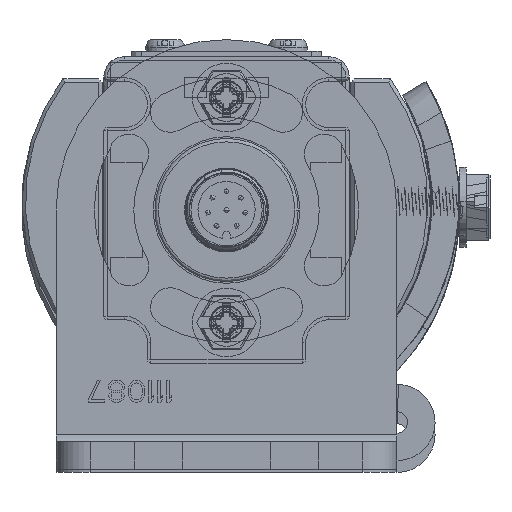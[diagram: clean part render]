
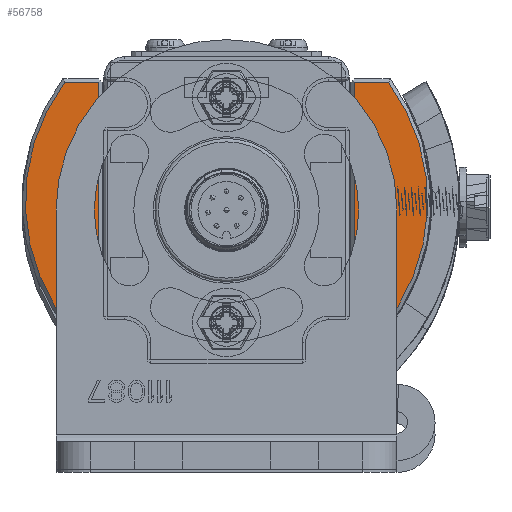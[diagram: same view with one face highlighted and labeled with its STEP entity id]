
A CAD part, front view. The second image highlights one B-rep face of the part: STEP entity #56758.
In plain terms, the highlighted face is planar.
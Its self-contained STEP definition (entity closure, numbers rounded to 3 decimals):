
#55743=DIRECTION('',(1.,0.,0.));
#55744=VECTOR('',#55743,37.);
#55745=CARTESIAN_POINT('',(-19.5,-18.75,-10.));
#55746=LINE('',#55745,#55744);
#55763=DIRECTION('',(0.,-1.,0.));
#55764=VECTOR('',#55763,4.999);
#55765=CARTESIAN_POINT('',(17.5,-18.75,-10.));
#55766=LINE('',#55765,#55764);
#55781=CARTESIAN_POINT('',(0.,0.,-10.));
#55782=DIRECTION('',(0.,0.,-1.));
#55783=DIRECTION('',(0.593,-0.805,0.));
#55784=AXIS2_PLACEMENT_3D('',#55781,#55782,#55783);
#56404=CARTESIAN_POINT('',(-19.5,15.25,-10.));
#56405=DIRECTION('',(0.,0.,1.));
#56406=DIRECTION('',(0.,1.,0.));
#56407=AXIS2_PLACEMENT_3D('',#56404,#56405,#56406);
#56409=DIRECTION('',(-1.,0.,0.));
#56410=VECTOR('',#56409,37.);
#56411=CARTESIAN_POINT('',(17.5,18.75,-10.));
#56412=LINE('',#56411,#56410);
#56425=DIRECTION('',(0.,-1.,0.));
#56426=VECTOR('',#56425,4.999);
#56427=CARTESIAN_POINT('',(17.5,23.749,-10.));
#56428=LINE('',#56427,#56426);
#56442=DIRECTION('',(0.,-1.,0.));
#56443=VECTOR('',#56442,30.5);
#56444=CARTESIAN_POINT('',(-23.,15.25,-10.));
#56445=LINE('',#56444,#56443);
#56463=CARTESIAN_POINT('',(-19.5,-15.25,-10.));
#56464=DIRECTION('',(0.,0.,1.));
#56465=DIRECTION('',(-1.,0.,0.));
#56466=AXIS2_PLACEMENT_3D('',#56463,#56464,#56465);
#56563=CARTESIAN_POINT('',(17.5,-23.749,-10.));
#56564=CARTESIAN_POINT('',(17.5,23.749,-10.));
#56565=VERTEX_POINT('',#56563);
#56566=VERTEX_POINT('',#56564);
#56567=CARTESIAN_POINT('',(17.5,18.75,-10.));
#56568=VERTEX_POINT('',#56567);
#56571=CARTESIAN_POINT('',(17.5,-18.75,-10.));
#56572=VERTEX_POINT('',#56571);
#56719=CARTESIAN_POINT('',(-19.5,18.75,-10.));
#56720=VERTEX_POINT('',#56719);
#56725=CARTESIAN_POINT('',(-23.,15.25,-10.));
#56726=VERTEX_POINT('',#56725);
#56727=CARTESIAN_POINT('',(-23.,-15.25,-10.));
#56728=VERTEX_POINT('',#56727);
#56733=CARTESIAN_POINT('',(-19.5,-18.75,-10.));
#56734=VERTEX_POINT('',#56733);
#56735=CARTESIAN_POINT('',(0.,0.,-10.));
#56736=DIRECTION('',(0.,0.,1.));
#56737=DIRECTION('',(1.,0.,0.));
#56738=AXIS2_PLACEMENT_3D('',#56735,#56736,#56737);
#56739=PLANE('',#56738);
#56741=ORIENTED_EDGE('',*,*,#56740,.F.);
#56743=ORIENTED_EDGE('',*,*,#56742,.F.);
#56745=ORIENTED_EDGE('',*,*,#56744,.F.);
#56747=ORIENTED_EDGE('',*,*,#56746,.F.);
#56749=ORIENTED_EDGE('',*,*,#56748,.F.);
#56751=ORIENTED_EDGE('',*,*,#56750,.F.);
#56753=ORIENTED_EDGE('',*,*,#56752,.F.);
#56755=ORIENTED_EDGE('',*,*,#56754,.F.);
#56756=EDGE_LOOP('',(#56741,#56743,#56745,#56747,#56749,#56751,#56753,#56755));
#56757=FACE_OUTER_BOUND('',#56756,.F.);
#56758=ADVANCED_FACE('',(#56757),#56739,.F.);
#55785=CIRCLE('',#55784,29.5);
#56408=CIRCLE('',#56407,3.5);
#56467=CIRCLE('',#56466,3.5);
#56740=EDGE_CURVE('',#56734,#56572,#55746,.T.);
#56742=EDGE_CURVE('',#56728,#56734,#56467,.T.);
#56744=EDGE_CURVE('',#56726,#56728,#56445,.T.);
#56746=EDGE_CURVE('',#56720,#56726,#56408,.T.);
#56748=EDGE_CURVE('',#56568,#56720,#56412,.T.);
#56750=EDGE_CURVE('',#56566,#56568,#56428,.T.);
#56752=EDGE_CURVE('',#56565,#56566,#55785,.T.);
#56754=EDGE_CURVE('',#56572,#56565,#55766,.T.);
